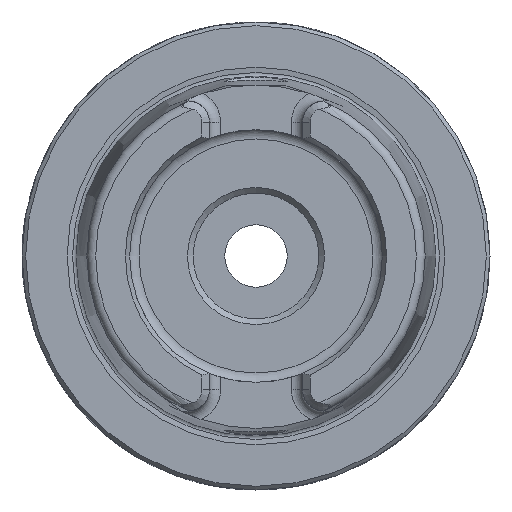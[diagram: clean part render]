
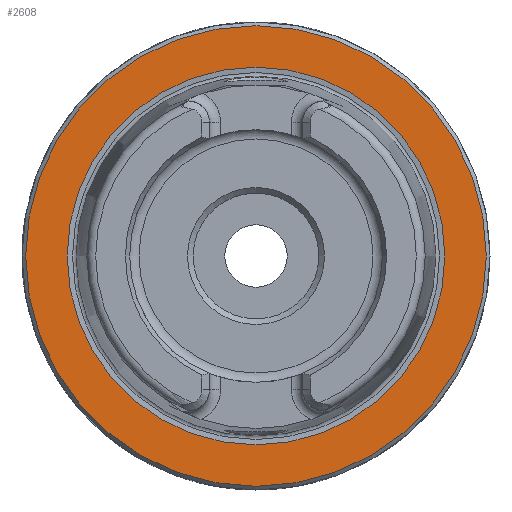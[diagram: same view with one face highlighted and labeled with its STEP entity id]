
A CAD part, left-side view. The second image highlights one B-rep face of the part: STEP entity #2608.
In plain terms, the highlighted planar face has unit normal (-1, 0, 0).
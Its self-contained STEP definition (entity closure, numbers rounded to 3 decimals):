
#364=PLANE('',#2856);
#630=FACE_BOUND('',#982,.T.);
#778=FACE_OUTER_BOUND('',#981,.T.);
#981=EDGE_LOOP('',(#2113));
#982=EDGE_LOOP('',(#2114));
#1153=CIRCLE('',#2855,31.);
#1154=CIRCLE('',#2857,25.42);
#1371=VERTEX_POINT('',#5045);
#1372=VERTEX_POINT('',#5048);
#1653=EDGE_CURVE('',#1371,#1371,#1153,.T.);
#1654=EDGE_CURVE('',#1372,#1372,#1154,.T.);
#2113=ORIENTED_EDGE('',*,*,#1653,.F.);
#2114=ORIENTED_EDGE('',*,*,#1654,.T.);
#2608=ADVANCED_FACE('',(#778,#630),#364,.T.);
#2855=AXIS2_PLACEMENT_3D('',#5046,#3367,#3368);
#2856=AXIS2_PLACEMENT_3D('',#5047,#3369,#3370);
#2857=AXIS2_PLACEMENT_3D('',#5049,#3371,#3372);
#3367=DIRECTION('center_axis',(1.,0.,0.));
#3368=DIRECTION('ref_axis',(0.,-1.,0.));
#3369=DIRECTION('center_axis',(-1.,0.,0.));
#3370=DIRECTION('ref_axis',(0.,0.,1.));
#3371=DIRECTION('center_axis',(1.,0.,0.));
#3372=DIRECTION('ref_axis',(0.,1.,0.));
#5045=CARTESIAN_POINT('',(0.,31.,0.));
#5046=CARTESIAN_POINT('Origin',(0.,0.,0.));
#5047=CARTESIAN_POINT('Origin',(0.,15.75,0.));
#5048=CARTESIAN_POINT('',(0.,25.42,0.));
#5049=CARTESIAN_POINT('Origin',(0.,0.,0.));
